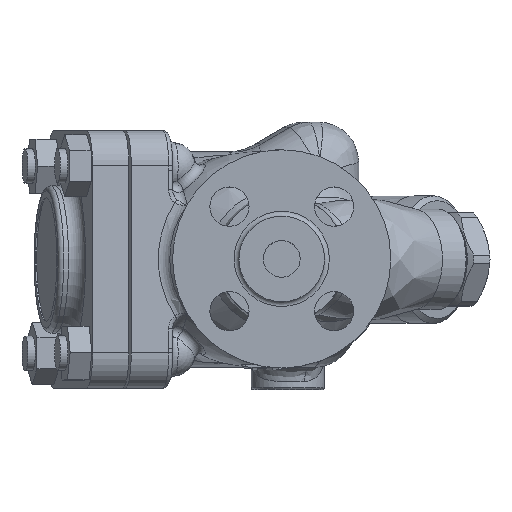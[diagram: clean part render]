
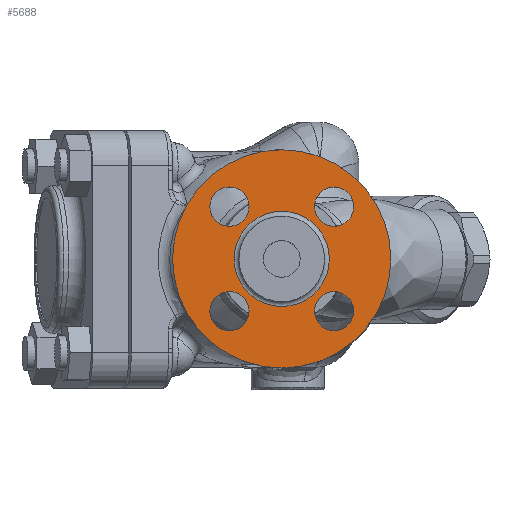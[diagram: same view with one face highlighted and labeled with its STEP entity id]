
A CAD part, top view. The second image highlights one B-rep face of the part: STEP entity #5688.
In plain terms, the highlighted planar face has unit normal (0, 0, 1).
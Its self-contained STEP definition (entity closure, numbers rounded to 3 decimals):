
#957=PLANE('',#6118);
#1114=FACE_BOUND('',#1671,.T.);
#1115=FACE_BOUND('',#1672,.T.);
#1116=FACE_BOUND('',#1673,.T.);
#1117=FACE_BOUND('',#1674,.T.);
#1118=FACE_BOUND('',#1675,.T.);
#1242=FACE_OUTER_BOUND('',#1670,.T.);
#1670=EDGE_LOOP('',(#4000));
#1671=EDGE_LOOP('',(#4001));
#1672=EDGE_LOOP('',(#4002));
#1673=EDGE_LOOP('',(#4003));
#1674=EDGE_LOOP('',(#4004));
#1675=EDGE_LOOP('',(#4005));
#2174=CIRCLE('',#6114,44.5);
#2175=CIRCLE('',#6116,19.41);
#2177=CIRCLE('',#6119,8.);
#2178=CIRCLE('',#6120,8.);
#2179=CIRCLE('',#6121,8.);
#2180=CIRCLE('',#6122,8.);
#2549=VERTEX_POINT('',#8515);
#2550=VERTEX_POINT('',#8518);
#2552=VERTEX_POINT('',#8523);
#2553=VERTEX_POINT('',#8525);
#2554=VERTEX_POINT('',#8527);
#2555=VERTEX_POINT('',#8529);
#3107=EDGE_CURVE('',#2549,#2549,#2174,.T.);
#3108=EDGE_CURVE('',#2550,#2550,#2175,.T.);
#3110=EDGE_CURVE('',#2552,#2552,#2177,.T.);
#3111=EDGE_CURVE('',#2553,#2553,#2178,.T.);
#3112=EDGE_CURVE('',#2554,#2554,#2179,.T.);
#3113=EDGE_CURVE('',#2555,#2555,#2180,.T.);
#4000=ORIENTED_EDGE('',*,*,#3107,.T.);
#4001=ORIENTED_EDGE('',*,*,#3110,.T.);
#4002=ORIENTED_EDGE('',*,*,#3111,.T.);
#4003=ORIENTED_EDGE('',*,*,#3112,.T.);
#4004=ORIENTED_EDGE('',*,*,#3113,.T.);
#4005=ORIENTED_EDGE('',*,*,#3108,.F.);
#5688=ADVANCED_FACE('',(#1242,#1114,#1115,#1116,#1117,#1118),#957,.T.);
#6114=AXIS2_PLACEMENT_3D('',#8516,#6858,#6859);
#6116=AXIS2_PLACEMENT_3D('',#8519,#6862,#6863);
#6118=AXIS2_PLACEMENT_3D('',#8522,#6866,#6867);
#6119=AXIS2_PLACEMENT_3D('',#8524,#6868,#6869);
#6120=AXIS2_PLACEMENT_3D('',#8526,#6870,#6871);
#6121=AXIS2_PLACEMENT_3D('',#8528,#6872,#6873);
#6122=AXIS2_PLACEMENT_3D('',#8530,#6874,#6875);
#6858=DIRECTION('center_axis',(0.,0.,1.));
#6859=DIRECTION('ref_axis',(1.,0.,0.));
#6862=DIRECTION('center_axis',(0.,0.,1.));
#6863=DIRECTION('ref_axis',(1.,0.,0.));
#6866=DIRECTION('center_axis',(0.,0.,1.));
#6867=DIRECTION('ref_axis',(1.,0.,0.));
#6868=DIRECTION('center_axis',(0.,0.,-1.));
#6869=DIRECTION('ref_axis',(1.,0.,0.));
#6870=DIRECTION('center_axis',(0.,0.,-1.));
#6871=DIRECTION('ref_axis',(0.,1.,0.));
#6872=DIRECTION('center_axis',(0.,0.,-1.));
#6873=DIRECTION('ref_axis',(-1.,0.,0.));
#6874=DIRECTION('center_axis',(0.,0.,-1.));
#6875=DIRECTION('ref_axis',(0.,-1.,0.));
#8515=CARTESIAN_POINT('',(44.5,0.,153.9));
#8516=CARTESIAN_POINT('Origin',(0.,0.,153.9));
#8518=CARTESIAN_POINT('',(-19.41,0.,153.9));
#8519=CARTESIAN_POINT('Origin',(0.,0.,153.9));
#8522=CARTESIAN_POINT('Origin',(17.45,0.,153.9));
#8523=CARTESIAN_POINT('',(-13.319,21.319,153.9));
#8524=CARTESIAN_POINT('Origin',(-21.319,21.319,153.9));
#8525=CARTESIAN_POINT('',(-21.319,-13.319,153.9));
#8526=CARTESIAN_POINT('Origin',(-21.319,-21.319,153.9));
#8527=CARTESIAN_POINT('',(13.319,-21.319,153.9));
#8528=CARTESIAN_POINT('Origin',(21.319,-21.319,153.9));
#8529=CARTESIAN_POINT('',(21.319,13.319,153.9));
#8530=CARTESIAN_POINT('Origin',(21.319,21.319,153.9));
